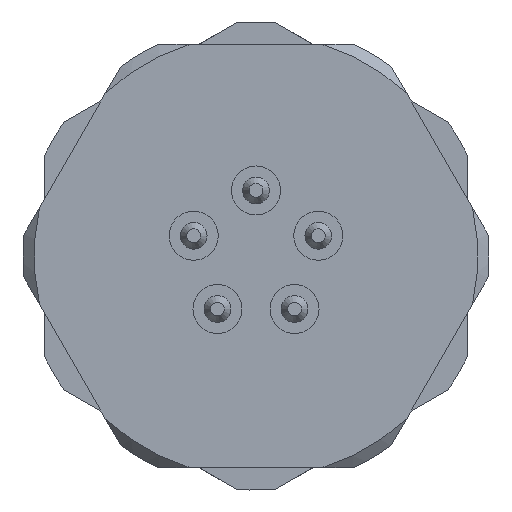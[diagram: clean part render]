
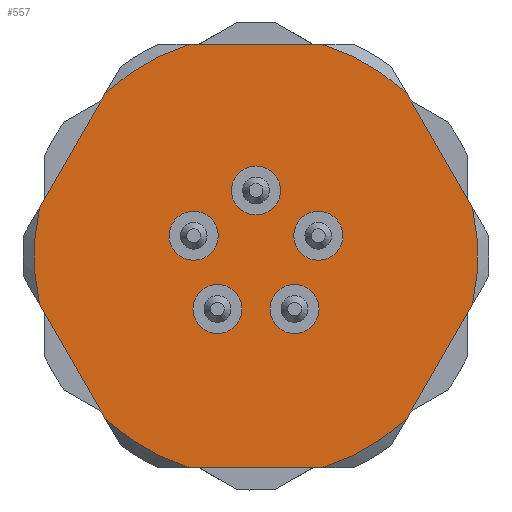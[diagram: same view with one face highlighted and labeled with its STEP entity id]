
A CAD part, front view. The second image highlights one B-rep face of the part: STEP entity #557.
In plain terms, the highlighted planar face has unit normal (0, -1, 0).
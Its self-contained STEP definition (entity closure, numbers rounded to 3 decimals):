
#97=PLANE('',#4423);
#446=FACE_BOUND('',#1091,.T.);
#447=FACE_BOUND('',#1092,.T.);
#448=FACE_BOUND('',#1093,.T.);
#449=FACE_BOUND('',#1094,.T.);
#450=FACE_BOUND('',#1095,.T.);
#451=FACE_BOUND('',#1096,.T.);
#557=ADVANCED_FACE('',(#446,#447,#448,#449,#450,#451),#97,.T.);
#1091=EDGE_LOOP('',(#1960,#1961,#1962,#1963,#1964,#1965,#1966,#1967,#1968,
#1969,#1970,#1971));
#1092=EDGE_LOOP('',(#1972));
#1093=EDGE_LOOP('',(#1973));
#1094=EDGE_LOOP('',(#1974));
#1095=EDGE_LOOP('',(#1975));
#1096=EDGE_LOOP('',(#1976));
#1402=LINE('',#6037,#1634);
#1404=LINE('',#6060,#1636);
#1406=LINE('',#6083,#1638);
#1408=LINE('',#6106,#1640);
#1410=LINE('',#6129,#1642);
#1412=LINE('',#6152,#1644);
#1634=VECTOR('',#4884,1.);
#1636=VECTOR('',#4888,1.);
#1638=VECTOR('',#4892,1.);
#1640=VECTOR('',#4896,1.);
#1642=VECTOR('',#4900,1.);
#1644=VECTOR('',#4904,1.);
#1960=ORIENTED_EDGE('',*,*,#3616,.F.);
#1961=ORIENTED_EDGE('',*,*,#3615,.F.);
#1962=ORIENTED_EDGE('',*,*,#3617,.F.);
#1963=ORIENTED_EDGE('',*,*,#3585,.F.);
#1964=ORIENTED_EDGE('',*,*,#3618,.F.);
#1965=ORIENTED_EDGE('',*,*,#3591,.F.);
#1966=ORIENTED_EDGE('',*,*,#3619,.F.);
#1967=ORIENTED_EDGE('',*,*,#3597,.F.);
#1968=ORIENTED_EDGE('',*,*,#3620,.F.);
#1969=ORIENTED_EDGE('',*,*,#3603,.F.);
#1970=ORIENTED_EDGE('',*,*,#3621,.F.);
#1971=ORIENTED_EDGE('',*,*,#3609,.F.);
#1972=ORIENTED_EDGE('',*,*,#3622,.T.);
#1973=ORIENTED_EDGE('',*,*,#3623,.T.);
#1974=ORIENTED_EDGE('',*,*,#3624,.T.);
#1975=ORIENTED_EDGE('',*,*,#3625,.T.);
#1976=ORIENTED_EDGE('',*,*,#3626,.T.);
#3164=VERTEX_POINT('',#6020);
#3167=VERTEX_POINT('',#6036);
#3168=VERTEX_POINT('',#6043);
#3171=VERTEX_POINT('',#6059);
#3172=VERTEX_POINT('',#6066);
#3175=VERTEX_POINT('',#6082);
#3176=VERTEX_POINT('',#6089);
#3179=VERTEX_POINT('',#6105);
#3180=VERTEX_POINT('',#6112);
#3183=VERTEX_POINT('',#6128);
#3184=VERTEX_POINT('',#6135);
#3187=VERTEX_POINT('',#6151);
#3188=VERTEX_POINT('',#6161);
#3189=VERTEX_POINT('',#6163);
#3190=VERTEX_POINT('',#6165);
#3191=VERTEX_POINT('',#6167);
#3192=VERTEX_POINT('',#6169);
#3585=EDGE_CURVE('',#3167,#3164,#1402,.T.);
#3591=EDGE_CURVE('',#3171,#3168,#1404,.T.);
#3597=EDGE_CURVE('',#3175,#3172,#1406,.T.);
#3603=EDGE_CURVE('',#3179,#3176,#1408,.T.);
#3609=EDGE_CURVE('',#3183,#3180,#1410,.T.);
#3615=EDGE_CURVE('',#3187,#3184,#1412,.T.);
#3616=EDGE_CURVE('',#3184,#3183,#4190,.T.);
#3617=EDGE_CURVE('',#3164,#3187,#4191,.T.);
#3618=EDGE_CURVE('',#3168,#3167,#4192,.T.);
#3619=EDGE_CURVE('',#3172,#3171,#4193,.T.);
#3620=EDGE_CURVE('',#3176,#3175,#4194,.T.);
#3621=EDGE_CURVE('',#3180,#3179,#4195,.T.);
#3622=EDGE_CURVE('',#3188,#3188,#4196,.T.);
#3623=EDGE_CURVE('',#3189,#3189,#4197,.T.);
#3624=EDGE_CURVE('',#3190,#3190,#4198,.T.);
#3625=EDGE_CURVE('',#3191,#3191,#4199,.T.);
#3626=EDGE_CURVE('',#3192,#3192,#4200,.T.);
#4190=CIRCLE('',#4412,9.95);
#4191=CIRCLE('',#4413,9.95);
#4192=CIRCLE('',#4414,9.95);
#4193=CIRCLE('',#4415,9.95);
#4194=CIRCLE('',#4416,9.95);
#4195=CIRCLE('',#4417,9.95);
#4196=CIRCLE('',#4418,1.1);
#4197=CIRCLE('',#4419,1.1);
#4198=CIRCLE('',#4420,1.1);
#4199=CIRCLE('',#4421,1.1);
#4200=CIRCLE('',#4422,1.1);
#4412=AXIS2_PLACEMENT_3D('',#6154,#4907,#4908);
#4413=AXIS2_PLACEMENT_3D('',#6155,#4909,#4910);
#4414=AXIS2_PLACEMENT_3D('',#6156,#4911,#4912);
#4415=AXIS2_PLACEMENT_3D('',#6157,#4913,#4914);
#4416=AXIS2_PLACEMENT_3D('',#6158,#4915,#4916);
#4417=AXIS2_PLACEMENT_3D('',#6159,#4917,#4918);
#4418=AXIS2_PLACEMENT_3D('',#6160,#4919,#4920);
#4419=AXIS2_PLACEMENT_3D('',#6162,#4921,#4922);
#4420=AXIS2_PLACEMENT_3D('',#6164,#4923,#4924);
#4421=AXIS2_PLACEMENT_3D('',#6166,#4925,#4926);
#4422=AXIS2_PLACEMENT_3D('',#6168,#4927,#4928);
#4423=AXIS2_PLACEMENT_3D('',#6170,#4929,#4930);
#4884=DIRECTION('',(-0.5,0.,-0.866));
#4888=DIRECTION('',(0.5,0.,-0.866));
#4892=DIRECTION('',(1.,0.,0.));
#4896=DIRECTION('',(0.5,0.,0.866));
#4900=DIRECTION('',(-0.5,0.,0.866));
#4904=DIRECTION('',(-1.,0.,0.));
#4907=DIRECTION('',(0.,1.,0.));
#4908=DIRECTION('',(0.,0.,-1.));
#4909=DIRECTION('',(0.,1.,0.));
#4910=DIRECTION('',(0.,0.,-1.));
#4911=DIRECTION('',(0.,1.,0.));
#4912=DIRECTION('',(0.,0.,-1.));
#4913=DIRECTION('',(0.,1.,0.));
#4914=DIRECTION('',(0.,0.,-1.));
#4915=DIRECTION('',(0.,1.,0.));
#4916=DIRECTION('',(0.,0.,-1.));
#4917=DIRECTION('',(0.,1.,0.));
#4918=DIRECTION('',(0.,0.,-1.));
#4919=DIRECTION('',(0.,1.,0.));
#4920=DIRECTION('',(0.,0.,-1.));
#4921=DIRECTION('',(0.,1.,0.));
#4922=DIRECTION('',(0.,0.,-1.));
#4923=DIRECTION('',(0.,1.,0.));
#4924=DIRECTION('',(0.,0.,-1.));
#4925=DIRECTION('',(0.,1.,0.));
#4926=DIRECTION('',(0.,0.,-1.));
#4927=DIRECTION('',(0.,1.,0.));
#4928=DIRECTION('',(0.,0.,-1.));
#4929=DIRECTION('',(0.,-1.,0.));
#4930=DIRECTION('',(0.,0.,-1.));
#6020=CARTESIAN_POINT('',(56.748,44.05,-7.312));
#6036=CARTESIAN_POINT('',(59.706,44.05,-2.188));
#6037=CARTESIAN_POINT('',(60.97,44.05,0.));
#6043=CARTESIAN_POINT('',(59.706,44.05,2.188));
#6059=CARTESIAN_POINT('',(56.748,44.05,7.312));
#6060=CARTESIAN_POINT('',(55.485,44.05,9.5));
#6066=CARTESIAN_POINT('',(52.958,44.05,9.5));
#6082=CARTESIAN_POINT('',(47.042,44.05,9.5));
#6083=CARTESIAN_POINT('',(44.515,44.05,9.5));
#6089=CARTESIAN_POINT('',(43.252,44.05,7.312));
#6105=CARTESIAN_POINT('',(40.294,44.05,2.188));
#6106=CARTESIAN_POINT('',(39.03,44.05,0.));
#6112=CARTESIAN_POINT('',(40.294,44.05,-2.188));
#6128=CARTESIAN_POINT('',(43.252,44.05,-7.312));
#6129=CARTESIAN_POINT('',(44.515,44.05,-9.5));
#6135=CARTESIAN_POINT('',(47.042,44.05,-9.5));
#6151=CARTESIAN_POINT('',(52.958,44.05,-9.5));
#6152=CARTESIAN_POINT('',(55.485,44.05,-9.5));
#6154=CARTESIAN_POINT('',(50.,44.05,0.));
#6155=CARTESIAN_POINT('',(50.,44.05,0.));
#6156=CARTESIAN_POINT('',(50.,44.05,0.));
#6157=CARTESIAN_POINT('',(50.,44.05,0.));
#6158=CARTESIAN_POINT('',(50.,44.05,0.));
#6159=CARTESIAN_POINT('',(50.,44.05,0.));
#6160=CARTESIAN_POINT('',(47.204,44.05,0.909));
#6161=CARTESIAN_POINT('',(47.204,44.05,-0.191));
#6162=CARTESIAN_POINT('',(48.272,44.05,-2.379));
#6163=CARTESIAN_POINT('',(48.272,44.05,-3.479));
#6164=CARTESIAN_POINT('',(52.796,44.05,0.909));
#6165=CARTESIAN_POINT('',(52.796,44.05,-0.191));
#6166=CARTESIAN_POINT('',(51.728,44.05,-2.379));
#6167=CARTESIAN_POINT('',(51.728,44.05,-3.479));
#6168=CARTESIAN_POINT('',(50.,44.05,2.94));
#6169=CARTESIAN_POINT('',(50.,44.05,1.84));
#6170=CARTESIAN_POINT('',(50.,44.05,0.));
